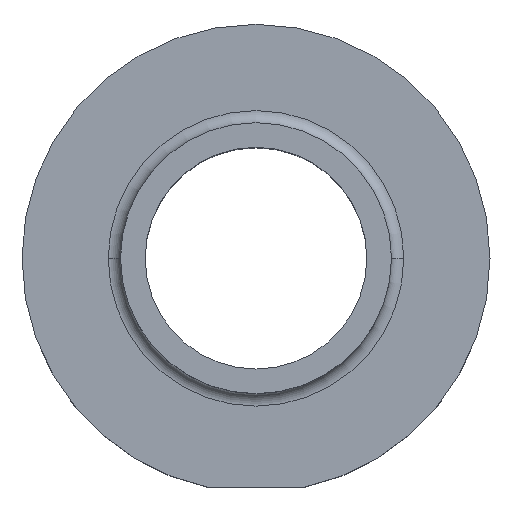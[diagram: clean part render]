
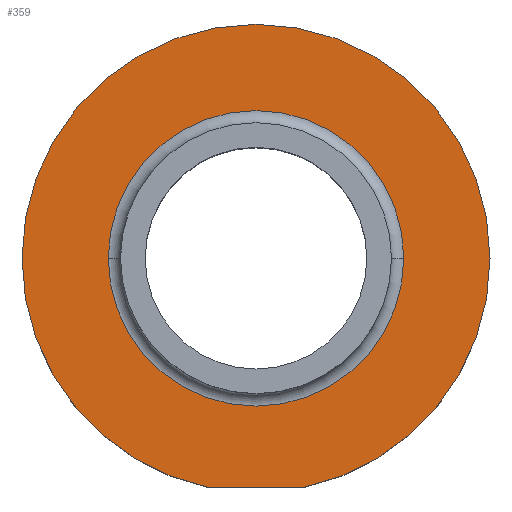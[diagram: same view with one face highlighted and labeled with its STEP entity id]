
A CAD part, top view. The second image highlights one B-rep face of the part: STEP entity #359.
In plain terms, the highlighted planar face has unit normal (0, 0, 1).
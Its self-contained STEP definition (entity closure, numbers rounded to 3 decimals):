
#55 = DIRECTION ( 'NONE',  ( -1., 0., 0. ) ) ;
#68 = FACE_BOUND ( 'NONE', #701, .T. ) ;
#77 = DIRECTION ( 'NONE',  ( 1., 0., 0. ) ) ;
#86 = VECTOR ( 'NONE', #55, 1000. ) ;
#151 = CARTESIAN_POINT ( 'NONE',  ( 60., 0., 25. ) ) ;
#156 = DIRECTION ( 'NONE',  ( 1., 0., 0. ) ) ;
#207 = CARTESIAN_POINT ( 'NONE',  ( 0., 0., 25. ) ) ;
#215 = PLANE ( 'NONE',  #286 ) ;
#256 = AXIS2_PLACEMENT_3D ( 'NONE', #290, #902, #382 ) ;
#259 = CARTESIAN_POINT ( 'NONE',  ( 0., 0., 25. ) ) ;
#286 = AXIS2_PLACEMENT_3D ( 'NONE', #207, #1014, #323 ) ;
#290 = CARTESIAN_POINT ( 'NONE',  ( 0., 0., 25. ) ) ;
#296 = DIRECTION ( 'NONE',  ( 1., 0., 0. ) ) ;
#314 = CIRCLE ( 'NONE', #1100, 60. ) ;
#323 = DIRECTION ( 'NONE',  ( 1., 0., 0. ) ) ;
#331 = EDGE_CURVE ( 'NONE', #947, #988, #314, .T. ) ;
#352 = AXIS2_PLACEMENT_3D ( 'NONE', #603, #354, #156 ) ;
#354 = DIRECTION ( 'NONE',  ( 0., 0., 1. ) ) ;
#359 = ADVANCED_FACE ( 'NONE', ( #68, #861 ), #215, .T. ) ;
#360 = DIRECTION ( 'NONE',  ( 1., 0., 0. ) ) ;
#382 = DIRECTION ( 'NONE',  ( 1., 0., 0. ) ) ;
#387 = VERTEX_POINT ( 'NONE', #491 ) ;
#445 = CARTESIAN_POINT ( 'NONE',  ( -95., 0., 25. ) ) ;
#469 = CIRCLE ( 'NONE', #352, 95. ) ;
#491 = CARTESIAN_POINT ( 'NONE',  ( 19.391, -93., 25. ) ) ;
#494 = ORIENTED_EDGE ( 'NONE', *, *, #331, .T. ) ;
#528 = ORIENTED_EDGE ( 'NONE', *, *, #864, .T. ) ;
#542 = CIRCLE ( 'NONE', #256, 60. ) ;
#556 = ORIENTED_EDGE ( 'NONE', *, *, #804, .T. ) ;
#573 = LINE ( 'NONE', #671, #86 ) ;
#589 = VERTEX_POINT ( 'NONE', #1153 ) ;
#603 = CARTESIAN_POINT ( 'NONE',  ( 0., 0., 25. ) ) ;
#609 = CIRCLE ( 'NONE', #1083, 95. ) ;
#615 = DIRECTION ( 'NONE',  ( 0., 0., 1. ) ) ;
#631 = CARTESIAN_POINT ( 'NONE',  ( -19.391, -93., 25. ) ) ;
#637 = ORIENTED_EDGE ( 'NONE', *, *, #943, .F. ) ;
#644 = CIRCLE ( 'NONE', #1093, 95. ) ;
#671 = CARTESIAN_POINT ( 'NONE',  ( 0., -93., 25. ) ) ;
#701 = EDGE_LOOP ( 'NONE', ( #494, #859 ) ) ;
#764 = EDGE_LOOP ( 'NONE', ( #637, #935, #556, #528 ) ) ;
#788 = DIRECTION ( 'NONE',  ( 0., 0., -1. ) ) ;
#804 = EDGE_CURVE ( 'NONE', #589, #1000, #469, .T. ) ;
#859 = ORIENTED_EDGE ( 'NONE', *, *, #1045, .T. ) ;
#861 = FACE_OUTER_BOUND ( 'NONE', #764, .T. ) ;
#864 = EDGE_CURVE ( 'NONE', #1000, #1088, #609, .T. ) ;
#874 = DIRECTION ( 'NONE',  ( 0., 0., 1. ) ) ;
#898 = EDGE_CURVE ( 'NONE', #387, #589, #644, .T. ) ;
#902 = DIRECTION ( 'NONE',  ( 0., 0., -1. ) ) ;
#912 = CARTESIAN_POINT ( 'NONE',  ( 0., 0., 25. ) ) ;
#935 = ORIENTED_EDGE ( 'NONE', *, *, #898, .T. ) ;
#943 = EDGE_CURVE ( 'NONE', #387, #1088, #573, .T. ) ;
#947 = VERTEX_POINT ( 'NONE', #151 ) ;
#988 = VERTEX_POINT ( 'NONE', #1171 ) ;
#1000 = VERTEX_POINT ( 'NONE', #445 ) ;
#1014 = DIRECTION ( 'NONE',  ( 0., 0., 1. ) ) ;
#1045 = EDGE_CURVE ( 'NONE', #988, #947, #542, .T. ) ;
#1083 = AXIS2_PLACEMENT_3D ( 'NONE', #259, #874, #360 ) ;
#1088 = VERTEX_POINT ( 'NONE', #631 ) ;
#1093 = AXIS2_PLACEMENT_3D ( 'NONE', #1186, #615, #77 ) ;
#1100 = AXIS2_PLACEMENT_3D ( 'NONE', #912, #788, #296 ) ;
#1153 = CARTESIAN_POINT ( 'NONE',  ( 95., 0., 25. ) ) ;
#1171 = CARTESIAN_POINT ( 'NONE',  ( -60., 0., 25. ) ) ;
#1186 = CARTESIAN_POINT ( 'NONE',  ( 0., 0., 25. ) ) ;
